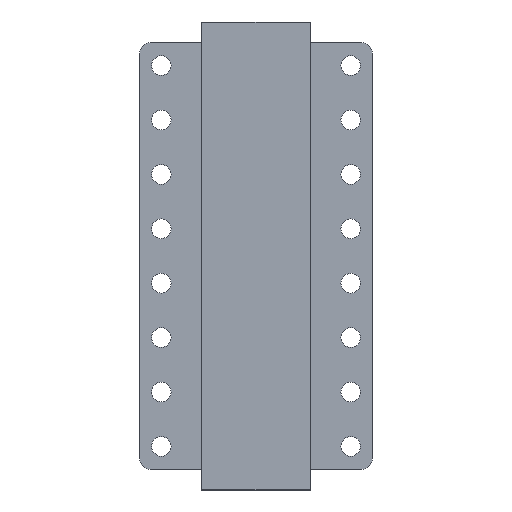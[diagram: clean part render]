
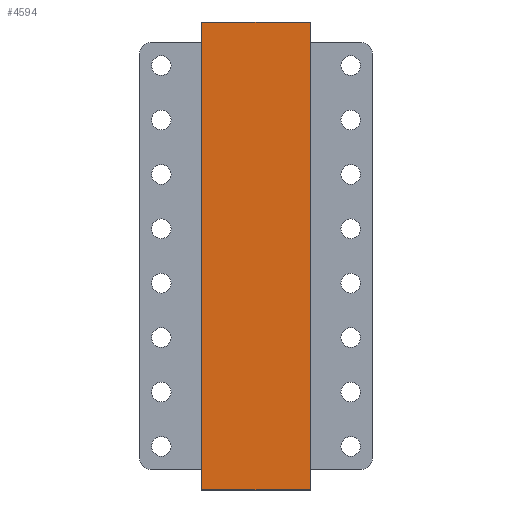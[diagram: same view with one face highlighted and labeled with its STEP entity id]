
A CAD part, front view. The second image highlights one B-rep face of the part: STEP entity #4594.
In plain terms, the highlighted planar face has unit normal (0, -1, 0).
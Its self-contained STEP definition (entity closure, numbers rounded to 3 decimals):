
#98 = VERTEX_POINT ( 'NONE', #4113 ) ;
#126 = VECTOR ( 'NONE', #634, 1000. ) ;
#222 = VECTOR ( 'NONE', #1619, 1000. ) ;
#276 = ORIENTED_EDGE ( 'NONE', *, *, #5113, .T. ) ;
#334 = LINE ( 'NONE', #5171, #461 ) ;
#402 = PLANE ( 'NONE',  #1742 ) ;
#461 = VECTOR ( 'NONE', #2784, 1000. ) ;
#634 = DIRECTION ( 'NONE',  ( -1., 0., 0. ) ) ;
#943 = CARTESIAN_POINT ( 'NONE',  ( 25., -199.5, 295. ) ) ;
#1009 = LINE ( 'NONE', #3824, #126 ) ;
#1107 = VERTEX_POINT ( 'NONE', #4297 ) ;
#1293 = VECTOR ( 'NONE', #1367, 1000. ) ;
#1367 = DIRECTION ( 'NONE',  ( -1., 0., 0. ) ) ;
#1619 = DIRECTION ( 'NONE',  ( 0., 0., 1. ) ) ;
#1721 = ORIENTED_EDGE ( 'NONE', *, *, #3804, .F. ) ;
#1742 = AXIS2_PLACEMENT_3D ( 'NONE', #3966, #3173, #1906 ) ;
#1763 = VERTEX_POINT ( 'NONE', #4174 ) ;
#1906 = DIRECTION ( 'NONE',  ( 0., 0., -1. ) ) ;
#2015 = CARTESIAN_POINT ( 'NONE',  ( -25., -199.5, 80. ) ) ;
#2784 = DIRECTION ( 'NONE',  ( 0., 0., 1. ) ) ;
#2831 = VERTEX_POINT ( 'NONE', #943 ) ;
#2984 = LINE ( 'NONE', #5024, #1293 ) ;
#3120 = ORIENTED_EDGE ( 'NONE', *, *, #4948, .T. ) ;
#3173 = DIRECTION ( 'NONE',  ( 0., -1., 0. ) ) ;
#3804 = EDGE_CURVE ( 'NONE', #1763, #98, #4047, .T. ) ;
#3824 = CARTESIAN_POINT ( 'NONE',  ( 25., -199.5, 80. ) ) ;
#3966 = CARTESIAN_POINT ( 'NONE',  ( 25., -199.5, 80. ) ) ;
#4047 = LINE ( 'NONE', #2015, #222 ) ;
#4113 = CARTESIAN_POINT ( 'NONE',  ( -25., -199.5, 295. ) ) ;
#4174 = CARTESIAN_POINT ( 'NONE',  ( -25., -199.5, 80. ) ) ;
#4297 = CARTESIAN_POINT ( 'NONE',  ( 25., -199.5, 80. ) ) ;
#4594 = ADVANCED_FACE ( 'NONE', ( #5144 ), #402, .T. ) ;
#4797 = ORIENTED_EDGE ( 'NONE', *, *, #4984, .F. ) ;
#4930 = EDGE_LOOP ( 'NONE', ( #1721, #4797, #276, #3120 ) ) ;
#4948 = EDGE_CURVE ( 'NONE', #2831, #98, #2984, .T. ) ;
#4984 = EDGE_CURVE ( 'NONE', #1107, #1763, #1009, .T. ) ;
#5024 = CARTESIAN_POINT ( 'NONE',  ( 25., -199.5, 295. ) ) ;
#5113 = EDGE_CURVE ( 'NONE', #1107, #2831, #334, .T. ) ;
#5144 = FACE_OUTER_BOUND ( 'NONE', #4930, .T. ) ;
#5171 = CARTESIAN_POINT ( 'NONE',  ( 25., -199.5, 80. ) ) ;
